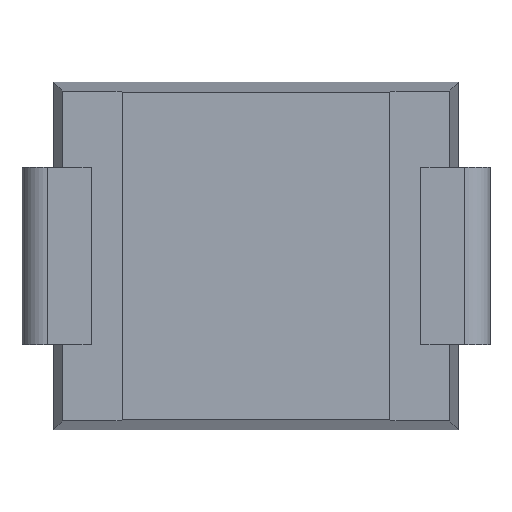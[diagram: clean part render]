
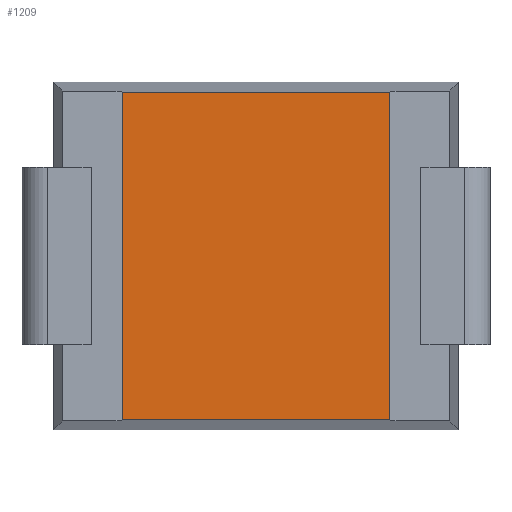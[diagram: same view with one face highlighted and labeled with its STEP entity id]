
A CAD part, front view. The second image highlights one B-rep face of the part: STEP entity #1209.
In plain terms, the highlighted planar face has unit normal (0, -1, 0).
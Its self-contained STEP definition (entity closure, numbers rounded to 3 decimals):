
#63 = CARTESIAN_POINT ( 'NONE',  ( -3.438, 0.203, -2.778 ) ) ;
#69 = LINE ( 'NONE', #81, #1068 ) ;
#81 = CARTESIAN_POINT ( 'NONE',  ( 2.275, 0.203, -2.95 ) ) ;
#135 = DIRECTION ( 'NONE',  ( 0., 0., 1. ) ) ;
#172 = EDGE_CURVE ( 'NONE', #1045, #1029, #793, .T. ) ;
#201 = VECTOR ( 'NONE', #554, 1000. ) ;
#212 = VERTEX_POINT ( 'NONE', #1048 ) ;
#218 = CARTESIAN_POINT ( 'NONE',  ( -2.275, 0.203, -2.778 ) ) ;
#256 = ORIENTED_EDGE ( 'NONE', *, *, #1137, .T. ) ;
#260 = EDGE_LOOP ( 'NONE', ( #399, #256, #1159, #1011 ) ) ;
#292 = CARTESIAN_POINT ( 'NONE',  ( 0., 0.203, 0. ) ) ;
#308 = EDGE_CURVE ( 'NONE', #1029, #212, #349, .T. ) ;
#349 = LINE ( 'NONE', #624, #201 ) ;
#365 = EDGE_CURVE ( 'NONE', #1295, #212, #69, .T. ) ;
#399 = ORIENTED_EDGE ( 'NONE', *, *, #172, .F. ) ;
#449 = CARTESIAN_POINT ( 'NONE',  ( -2.275, 0.203, 2.778 ) ) ;
#452 = VECTOR ( 'NONE', #860, 1000. ) ;
#475 = DIRECTION ( 'NONE',  ( 0., -1., 0. ) ) ;
#554 = DIRECTION ( 'NONE',  ( 1., 0., 0. ) ) ;
#599 = CARTESIAN_POINT ( 'NONE',  ( -2.275, 0.203, -2.95 ) ) ;
#624 = CARTESIAN_POINT ( 'NONE',  ( -3.438, 0.203, 2.778 ) ) ;
#665 = AXIS2_PLACEMENT_3D ( 'NONE', #292, #475, #1281 ) ;
#696 = FACE_OUTER_BOUND ( 'NONE', #260, .T. ) ;
#784 = CARTESIAN_POINT ( 'NONE',  ( 2.275, 0.203, -2.778 ) ) ;
#793 = LINE ( 'NONE', #599, #1110 ) ;
#860 = DIRECTION ( 'NONE',  ( 1., 0., 0. ) ) ;
#966 = LINE ( 'NONE', #63, #452 ) ;
#976 = DIRECTION ( 'NONE',  ( 0., 0., 1. ) ) ;
#1011 = ORIENTED_EDGE ( 'NONE', *, *, #308, .F. ) ;
#1029 = VERTEX_POINT ( 'NONE', #449 ) ;
#1045 = VERTEX_POINT ( 'NONE', #218 ) ;
#1048 = CARTESIAN_POINT ( 'NONE',  ( 2.275, 0.203, 2.778 ) ) ;
#1068 = VECTOR ( 'NONE', #976, 1000. ) ;
#1110 = VECTOR ( 'NONE', #135, 1000. ) ;
#1137 = EDGE_CURVE ( 'NONE', #1045, #1295, #966, .T. ) ;
#1159 = ORIENTED_EDGE ( 'NONE', *, *, #365, .T. ) ;
#1197 = PLANE ( 'NONE',  #665 ) ;
#1209 = ADVANCED_FACE ( 'NONE', ( #696 ), #1197, .T. ) ;
#1281 = DIRECTION ( 'NONE',  ( 0., 0., -1. ) ) ;
#1295 = VERTEX_POINT ( 'NONE', #784 ) ;
